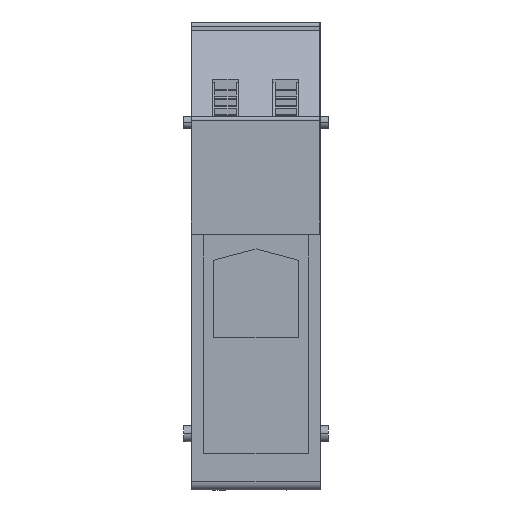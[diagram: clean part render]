
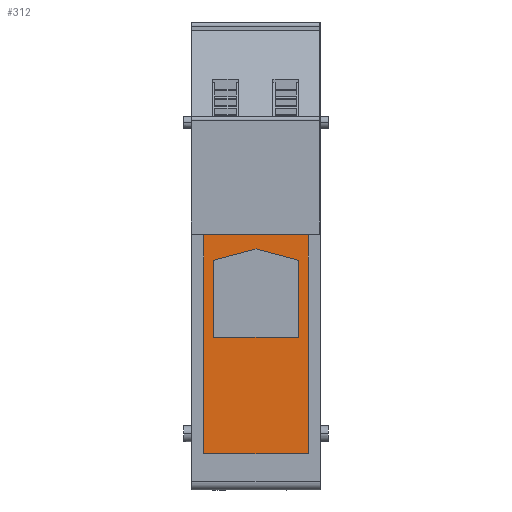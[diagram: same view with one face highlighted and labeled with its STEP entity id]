
A CAD part, front view. The second image highlights one B-rep face of the part: STEP entity #312.
In plain terms, the highlighted planar face has unit normal (0, -1, 0).
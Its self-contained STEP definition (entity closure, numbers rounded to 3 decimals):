
#257=AXIS2_PLACEMENT_3D('Plane Axis2P3D',#254,#255,#256) ;
#43=CARTESIAN_POINT('Vertex',(5.,21.,9.)) ;
#57=CARTESIAN_POINT('Vertex',(31.,21.,9.)) ;
#60=CARTESIAN_POINT('Line Origine',(18.,21.,9.)) ;
#125=CARTESIAN_POINT('Vertex',(5.,21.,63.5)) ;
#133=CARTESIAN_POINT('Line Origine',(5.,21.,36.25)) ;
#238=CARTESIAN_POINT('Vertex',(31.,21.,63.5)) ;
#241=CARTESIAN_POINT('Line Origine',(31.,21.,36.25)) ;
#254=CARTESIAN_POINT('Axis2P3D Location',(2.,21.,6.5)) ;
#259=CARTESIAN_POINT('Line Origine',(18.,21.,63.5)) ;
#270=CARTESIAN_POINT('Line Origine',(7.5,21.,47.593)) ;
#274=CARTESIAN_POINT('Vertex',(7.5,21.,57.187)) ;
#276=CARTESIAN_POINT('Vertex',(7.5,21.,38.)) ;
#279=CARTESIAN_POINT('Line Origine',(12.75,21.,58.593)) ;
#283=CARTESIAN_POINT('Vertex',(18.,21.,60.)) ;
#286=CARTESIAN_POINT('Line Origine',(23.25,21.,58.593)) ;
#290=CARTESIAN_POINT('Vertex',(28.5,21.,57.187)) ;
#293=CARTESIAN_POINT('Line Origine',(28.5,21.,47.593)) ;
#297=CARTESIAN_POINT('Vertex',(28.5,21.,38.)) ;
#300=CARTESIAN_POINT('Line Origine',(18.,21.,38.)) ;
#61=DIRECTION('Vector Direction',(1.,0.,0.)) ;
#134=DIRECTION('Vector Direction',(0.,0.,-1.)) ;
#242=DIRECTION('Vector Direction',(0.,0.,1.)) ;
#255=DIRECTION('Axis2P3D Direction',(0.,-1.,0.)) ;
#256=DIRECTION('Axis2P3D XDirection',(0.,0.,-1.)) ;
#260=DIRECTION('Vector Direction',(-1.,0.,0.)) ;
#271=DIRECTION('Vector Direction',(0.,0.,-1.)) ;
#280=DIRECTION('Vector Direction',(0.966,0.,0.259)) ;
#287=DIRECTION('Vector Direction',(-0.966,0.,0.259)) ;
#294=DIRECTION('Vector Direction',(0.,0.,1.)) ;
#301=DIRECTION('Vector Direction',(1.,0.,0.)) ;
#62=VECTOR('Line Direction',#61,1.) ;
#135=VECTOR('Line Direction',#134,1.) ;
#243=VECTOR('Line Direction',#242,1.) ;
#261=VECTOR('Line Direction',#260,1.) ;
#272=VECTOR('Line Direction',#271,1.) ;
#281=VECTOR('Line Direction',#280,1.) ;
#288=VECTOR('Line Direction',#287,1.) ;
#295=VECTOR('Line Direction',#294,1.) ;
#302=VECTOR('Line Direction',#301,1.) ;
#265=ORIENTED_EDGE('',*,*,#137,.T.) ;
#266=ORIENTED_EDGE('',*,*,#64,.T.) ;
#267=ORIENTED_EDGE('',*,*,#245,.T.) ;
#268=ORIENTED_EDGE('',*,*,#263,.T.) ;
#306=ORIENTED_EDGE('',*,*,#278,.F.) ;
#307=ORIENTED_EDGE('',*,*,#285,.F.) ;
#308=ORIENTED_EDGE('',*,*,#292,.F.) ;
#309=ORIENTED_EDGE('',*,*,#299,.F.) ;
#310=ORIENTED_EDGE('',*,*,#304,.F.) ;
#311=FACE_BOUND('',#305,.T.) ;
#312=ADVANCED_FACE('ISGH',(#269,#311),#258,.T.) ;
#64=EDGE_CURVE('',#44,#58,#63,.T.) ;
#137=EDGE_CURVE('',#126,#44,#136,.T.) ;
#245=EDGE_CURVE('',#58,#239,#244,.T.) ;
#263=EDGE_CURVE('',#239,#126,#262,.T.) ;
#278=EDGE_CURVE('',#275,#277,#273,.T.) ;
#285=EDGE_CURVE('',#284,#275,#282,.F.) ;
#292=EDGE_CURVE('',#291,#284,#289,.T.) ;
#299=EDGE_CURVE('',#298,#291,#296,.T.) ;
#304=EDGE_CURVE('',#277,#298,#303,.T.) ;
#264=EDGE_LOOP('',(#265,#266,#267,#268)) ;
#305=EDGE_LOOP('',(#306,#307,#308,#309,#310)) ;
#269=FACE_OUTER_BOUND('',#264,.T.) ;
#63=LINE('Line',#60,#62) ;
#136=LINE('Line',#133,#135) ;
#244=LINE('Line',#241,#243) ;
#262=LINE('Line',#259,#261) ;
#273=LINE('Line',#270,#272) ;
#282=LINE('Line',#279,#281) ;
#289=LINE('Line',#286,#288) ;
#296=LINE('Line',#293,#295) ;
#303=LINE('Line',#300,#302) ;
#258=PLANE('',#257) ;
#44=VERTEX_POINT('',#43) ;
#58=VERTEX_POINT('',#57) ;
#126=VERTEX_POINT('',#125) ;
#239=VERTEX_POINT('',#238) ;
#275=VERTEX_POINT('',#274) ;
#277=VERTEX_POINT('',#276) ;
#284=VERTEX_POINT('',#283) ;
#291=VERTEX_POINT('',#290) ;
#298=VERTEX_POINT('',#297) ;
